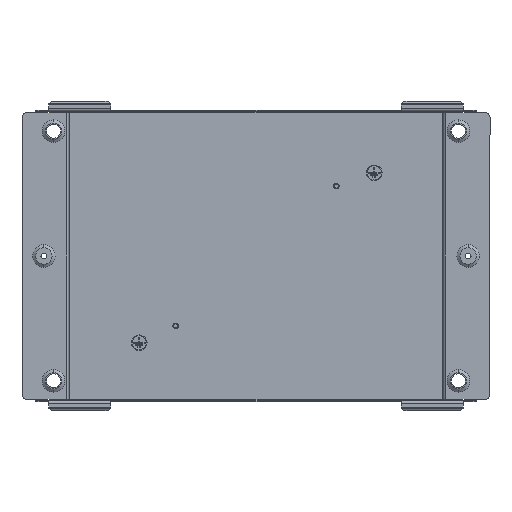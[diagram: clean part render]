
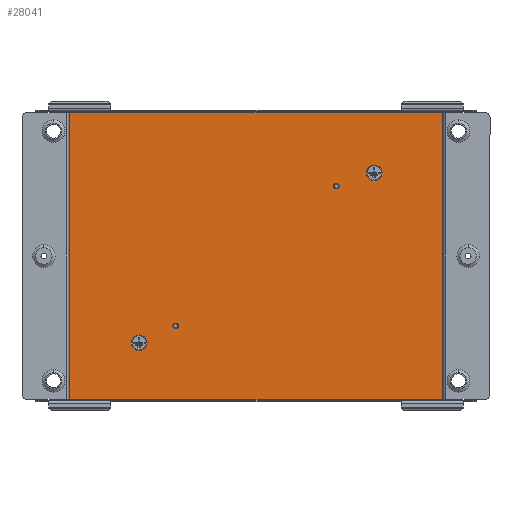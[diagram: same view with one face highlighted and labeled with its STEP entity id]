
A CAD part, front view. The second image highlights one B-rep face of the part: STEP entity #28041.
In plain terms, the highlighted planar face has unit normal (0, -1, 0).
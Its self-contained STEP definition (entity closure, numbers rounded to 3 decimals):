
#1407 = EDGE_CURVE ( 'NONE', #16899, #18772, #25126, .T. ) ;
#1812 = PLANE ( 'NONE',  #24391 ) ;
#2038 = DIRECTION ( 'NONE',  ( -1., 0., 0. ) ) ;
#3324 = VECTOR ( 'NONE', #14268, 1000. ) ;
#4442 = DIRECTION ( 'NONE',  ( 0., 0., -1. ) ) ;
#5721 = ORIENTED_EDGE ( 'NONE', *, *, #14028, .F. ) ;
#5806 = CARTESIAN_POINT ( 'NONE',  ( 0., -1.5, 0. ) ) ;
#6284 = DIRECTION ( 'NONE',  ( 1., 0., 0. ) ) ;
#6714 = LINE ( 'NONE', #12736, #10534 ) ;
#6721 = CARTESIAN_POINT ( 'NONE',  ( 238.75, -1.5, -184. ) ) ;
#8670 = FACE_OUTER_BOUND ( 'NONE', #11167, .T. ) ;
#9233 = VECTOR ( 'NONE', #6284, 1000. ) ;
#9897 = CARTESIAN_POINT ( 'NONE',  ( -238.75, -1.5, 184. ) ) ;
#10529 = DIRECTION ( 'NONE',  ( 0., 0., -1. ) ) ;
#10534 = VECTOR ( 'NONE', #4442, 1000. ) ;
#11167 = EDGE_LOOP ( 'NONE', ( #23109, #20558, #21431, #5721 ) ) ;
#11928 = CARTESIAN_POINT ( 'NONE',  ( -238.75, -1.5, -184. ) ) ;
#12345 = EDGE_CURVE ( 'NONE', #26015, #16899, #12888, .T. ) ;
#12539 = DIRECTION ( 'NONE',  ( 0., -1., 0. ) ) ;
#12736 = CARTESIAN_POINT ( 'NONE',  ( 238.75, -1.5, 187. ) ) ;
#12888 = LINE ( 'NONE', #6721, #27772 ) ;
#14028 = EDGE_CURVE ( 'NONE', #18772, #22029, #20765, .T. ) ;
#14268 = DIRECTION ( 'NONE',  ( 0., 0., 1. ) ) ;
#16243 = CARTESIAN_POINT ( 'NONE',  ( 238.75, -1.5, 184. ) ) ;
#16295 = CARTESIAN_POINT ( 'NONE',  ( -238.75, -1.5, 184. ) ) ;
#16699 = CARTESIAN_POINT ( 'NONE',  ( -238.75, -1.5, -187. ) ) ;
#16899 = VERTEX_POINT ( 'NONE', #11928 ) ;
#18420 = EDGE_CURVE ( 'NONE', #22029, #26015, #6714, .T. ) ;
#18772 = VERTEX_POINT ( 'NONE', #16295 ) ;
#20558 = ORIENTED_EDGE ( 'NONE', *, *, #12345, .F. ) ;
#20765 = LINE ( 'NONE', #9897, #9233 ) ;
#21431 = ORIENTED_EDGE ( 'NONE', *, *, #18420, .F. ) ;
#22029 = VERTEX_POINT ( 'NONE', #16243 ) ;
#23109 = ORIENTED_EDGE ( 'NONE', *, *, #1407, .F. ) ;
#24391 = AXIS2_PLACEMENT_3D ( 'NONE', #5806, #12539, #10529 ) ;
#25054 = CARTESIAN_POINT ( 'NONE',  ( 238.75, -1.5, -184. ) ) ;
#25126 = LINE ( 'NONE', #16699, #3324 ) ;
#26015 = VERTEX_POINT ( 'NONE', #25054 ) ;
#27772 = VECTOR ( 'NONE', #2038, 1000. ) ;
#28041 = ADVANCED_FACE ( 'NONE', ( #8670 ), #1812, .T. ) ;
